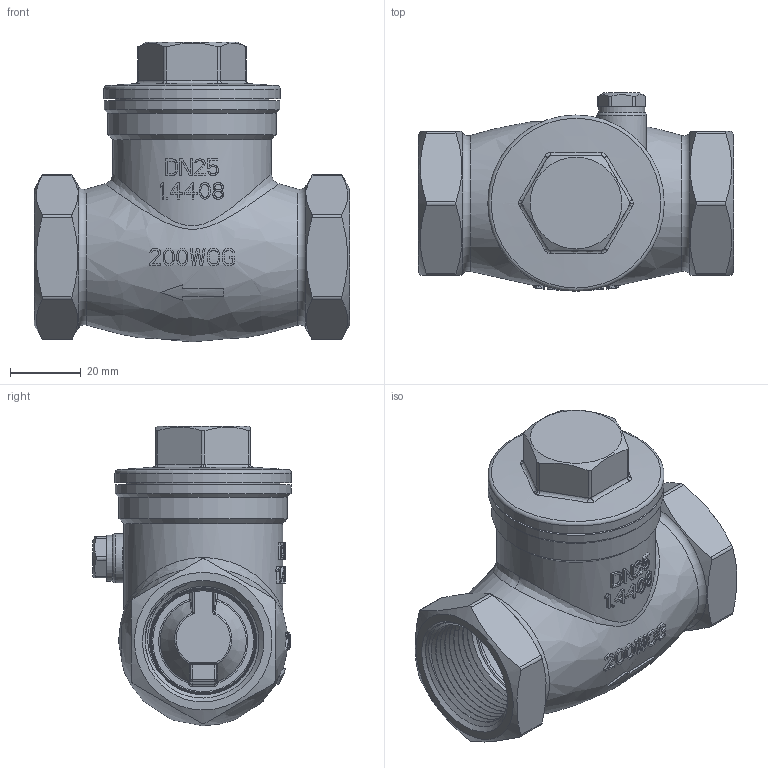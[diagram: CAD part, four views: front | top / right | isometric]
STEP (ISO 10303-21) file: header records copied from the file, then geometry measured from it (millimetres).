
FILE_DESCRIPTION((''),'2;1');
FILE_NAME('RK600025.stp','2022-02-09T08:40:19',('RL'),(''),'Autodesk Inventor 2012','Autodesk Inventor 2012','');
FILE_SCHEMA(('AUTOMOTIVE_DESIGN { 1 0 10303 214 1 1 1 1 }'));
Length unit declared in the file: millimetre
Products named in the file (1): RK600025
Bounding box: 89.3 x 56.35 x 84.95 mm (x, y, z)
Volume: 84551 mm3; surface area: 50345.3 mm2
Topology: 7 solids, 7 shells, 854 faces, 2419 edges, 1609 vertices
Faces by surface type: plane 545, cylinder 117, bspline 107, cone 45, torus 30, sphere 10
Full cylindrical faces by diameter (mm): 5 x11, 7.5 x1, 9.5 x1, 13 x1, 14 x1, 20.5 x1, 20.99 x1, 25 x1, 28.5 x1, 28.6 x1, 30.09 x1, 38 x1, 38.56 x6, 40 x8, 41.06 x1, 43.5 x1, 44 x1, 45 x1, 47.8 x1, 49.8 x1, 50 x1
Entity records: 140613 total; most frequent: CARTESIAN_POINT 121032, ORIENTED_EDGE 4418, DIRECTION 3663, EDGE_CURVE 2209, VERTEX_POINT 1507, AXIS2_PLACEMENT_3D 1478, EDGE_LOOP 924, FACE_OUTER_BOUND 814
